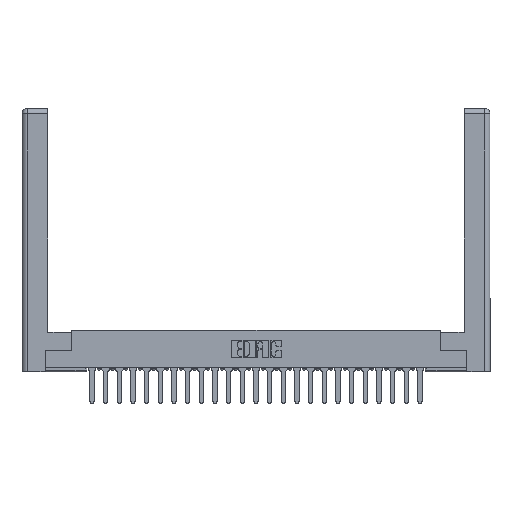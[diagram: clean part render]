
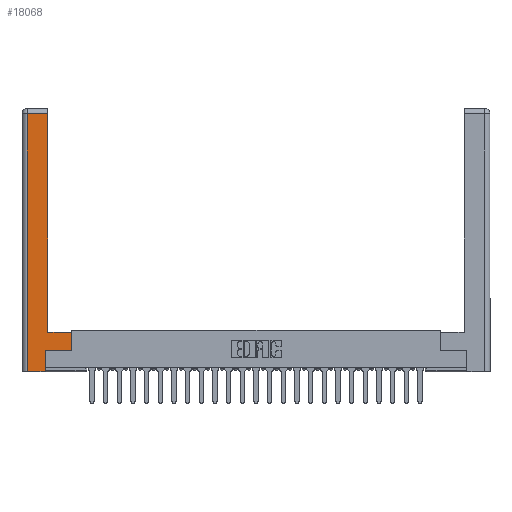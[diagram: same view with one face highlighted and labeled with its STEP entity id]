
A CAD part, top view. The second image highlights one B-rep face of the part: STEP entity #18068.
In plain terms, the highlighted planar face has unit normal (0, 0, 1).
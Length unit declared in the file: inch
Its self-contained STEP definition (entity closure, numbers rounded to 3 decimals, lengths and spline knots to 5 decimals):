
#589 = VECTOR ( 'NONE', #26340, 39.37008 ) ;
#1909 = CARTESIAN_POINT ( 'NONE',  ( 0.0615, 2.94, 0. ) ) ;
#2098 = CARTESIAN_POINT ( 'NONE',  ( 0.295, 0.45, 0. ) ) ;
#2230 = DIRECTION ( 'NONE',  ( 0., 1., 0. ) ) ;
#2450 = DIRECTION ( 'NONE',  ( 0., -1., 0. ) ) ;
#3441 = VECTOR ( 'NONE', #15004, 39.37008 ) ;
#4287 = ORIENTED_EDGE ( 'NONE', *, *, #26733, .T. ) ;
#4364 = CARTESIAN_POINT ( 'NONE',  ( 0.0615, 0., 0. ) ) ;
#4487 = LINE ( 'NONE', #5270, #589 ) ;
#4755 = LINE ( 'NONE', #21670, #3441 ) ;
#5270 = CARTESIAN_POINT ( 'NONE',  ( 0.295, 0.45, 0. ) ) ;
#5301 = LINE ( 'NONE', #26252, #14308 ) ;
#5434 = VECTOR ( 'NONE', #6778, 39.37008 ) ;
#5799 = DIRECTION ( 'NONE',  ( 0., 1., 0. ) ) ;
#6778 = DIRECTION ( 'NONE',  ( -1., 0., 0. ) ) ;
#6792 = ORIENTED_EDGE ( 'NONE', *, *, #14139, .T. ) ;
#6821 = CARTESIAN_POINT ( 'NONE',  ( 0.565, 0.45, 0. ) ) ;
#6838 = EDGE_CURVE ( 'NONE', #23785, #24176, #4487, .T. ) ;
#7064 = LINE ( 'NONE', #12454, #26259 ) ;
#7290 = VECTOR ( 'NONE', #24043, 39.37008 ) ;
#8414 = VERTEX_POINT ( 'NONE', #14276 ) ;
#8981 = EDGE_CURVE ( 'NONE', #16251, #23785, #4755, .T. ) ;
#9977 = FACE_OUTER_BOUND ( 'NONE', #22634, .T. ) ;
#11000 = CARTESIAN_POINT ( 'NONE',  ( 0.0615, 2.94, 0. ) ) ;
#11825 = VECTOR ( 'NONE', #2450, 39.37008 ) ;
#11828 = VERTEX_POINT ( 'NONE', #13377 ) ;
#11856 = LINE ( 'NONE', #11000, #5434 ) ;
#12327 = ORIENTED_EDGE ( 'NONE', *, *, #6838, .T. ) ;
#12454 = CARTESIAN_POINT ( 'NONE',  ( 0.265, 0.245, 0. ) ) ;
#13261 = CARTESIAN_POINT ( 'NONE',  ( 0.565, 0.245, 0. ) ) ;
#13377 = CARTESIAN_POINT ( 'NONE',  ( 0.0615, 0., 0. ) ) ;
#13403 = LINE ( 'NONE', #15549, #7290 ) ;
#13941 = CARTESIAN_POINT ( 'NONE',  ( 0.265, 0., 0. ) ) ;
#14139 = EDGE_CURVE ( 'NONE', #25876, #11828, #18025, .T. ) ;
#14276 = CARTESIAN_POINT ( 'NONE',  ( 0.265, 0.245, 0. ) ) ;
#14308 = VECTOR ( 'NONE', #5799, 39.37008 ) ;
#14327 = EDGE_CURVE ( 'NONE', #8414, #16251, #13403, .T. ) ;
#14689 = LINE ( 'NONE', #13941, #26793 ) ;
#15004 = DIRECTION ( 'NONE',  ( 0., 1., 0. ) ) ;
#15549 = CARTESIAN_POINT ( 'NONE',  ( 0.565, 0.245, 0. ) ) ;
#15930 = DIRECTION ( 'NONE',  ( -1., 0., 0. ) ) ;
#16251 = VERTEX_POINT ( 'NONE', #13261 ) ;
#17595 = PLANE ( 'NONE',  #22699 ) ;
#17667 = VERTEX_POINT ( 'NONE', #20560 ) ;
#17913 = ORIENTED_EDGE ( 'NONE', *, *, #20245, .T. ) ;
#18025 = LINE ( 'NONE', #4364, #11825 ) ;
#18068 = ADVANCED_FACE ( 'NONE', ( #9977 ), #17595, .F. ) ;
#19251 = CARTESIAN_POINT ( 'NONE',  ( 0.265, 0., 0. ) ) ;
#19465 = ORIENTED_EDGE ( 'NONE', *, *, #8981, .T. ) ;
#20245 = EDGE_CURVE ( 'NONE', #24176, #17667, #5301, .T. ) ;
#20527 = ORIENTED_EDGE ( 'NONE', *, *, #25132, .T. ) ;
#20560 = CARTESIAN_POINT ( 'NONE',  ( 0.295, 2.94, 0. ) ) ;
#21670 = CARTESIAN_POINT ( 'NONE',  ( 0.565, 0.45, 0. ) ) ;
#22151 = CARTESIAN_POINT ( 'NONE',  ( 0., 0., 0. ) ) ;
#22634 = EDGE_LOOP ( 'NONE', ( #17913, #4287, #6792, #20527, #26448, #23288, #19465, #12327 ) ) ;
#22699 = AXIS2_PLACEMENT_3D ( 'NONE', #22151, #26618, #15930 ) ;
#23288 = ORIENTED_EDGE ( 'NONE', *, *, #14327, .T. ) ;
#23785 = VERTEX_POINT ( 'NONE', #6821 ) ;
#24043 = DIRECTION ( 'NONE',  ( 1., 0., 0. ) ) ;
#24176 = VERTEX_POINT ( 'NONE', #2098 ) ;
#24583 = VERTEX_POINT ( 'NONE', #19251 ) ;
#25132 = EDGE_CURVE ( 'NONE', #11828, #24583, #14689, .T. ) ;
#25876 = VERTEX_POINT ( 'NONE', #1909 ) ;
#26252 = CARTESIAN_POINT ( 'NONE',  ( 0.295, 3., 0. ) ) ;
#26259 = VECTOR ( 'NONE', #2230, 39.37008 ) ;
#26260 = DIRECTION ( 'NONE',  ( 1., 0., 0. ) ) ;
#26340 = DIRECTION ( 'NONE',  ( -1., 0., 0. ) ) ;
#26448 = ORIENTED_EDGE ( 'NONE', *, *, #26483, .T. ) ;
#26483 = EDGE_CURVE ( 'NONE', #24583, #8414, #7064, .T. ) ;
#26618 = DIRECTION ( 'NONE',  ( 0., 0., -1. ) ) ;
#26733 = EDGE_CURVE ( 'NONE', #17667, #25876, #11856, .T. ) ;
#26793 = VECTOR ( 'NONE', #26260, 39.37008 ) ;
